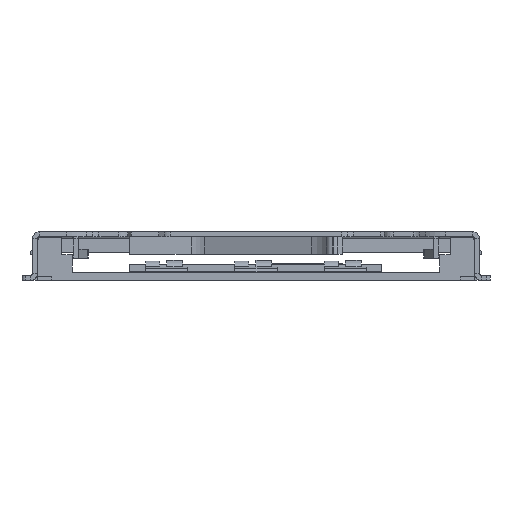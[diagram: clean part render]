
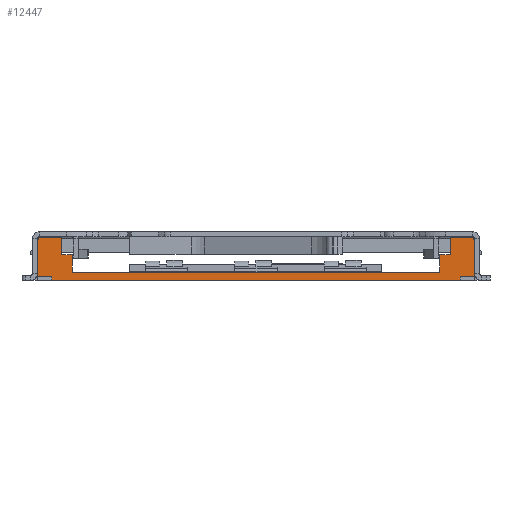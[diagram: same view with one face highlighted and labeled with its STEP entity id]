
A CAD part, front view. The second image highlights one B-rep face of the part: STEP entity #12447.
In plain terms, the highlighted planar face has unit normal (0, -1, 0).
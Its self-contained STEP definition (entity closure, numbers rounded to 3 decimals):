
#550 = PLANE ( 'NONE',  #20655 ) ;
#586 = VECTOR ( 'NONE', #28919, 1000. ) ;
#805 = CARTESIAN_POINT ( 'NONE',  ( -5.52, -7.85, 0.73 ) ) ;
#883 = CARTESIAN_POINT ( 'NONE',  ( -6.1, -7.85, 1.13 ) ) ;
#1077 = DIRECTION ( 'NONE',  ( 0., 1., 0. ) ) ;
#2342 = VERTEX_POINT ( 'NONE', #21363 ) ;
#2669 = VECTOR ( 'NONE', #17118, 1000. ) ;
#2986 = VERTEX_POINT ( 'NONE', #36134 ) ;
#3041 = EDGE_CURVE ( 'NONE', #33347, #21832, #49593, .T. ) ;
#3105 = CARTESIAN_POINT ( 'NONE',  ( 6.1, -7.85, 1.13 ) ) ;
#3771 = LINE ( 'NONE', #35562, #8796 ) ;
#4495 = VECTOR ( 'NONE', #45550, 1000. ) ;
#4814 = LINE ( 'NONE', #805, #2669 ) ;
#4819 = DIRECTION ( 'NONE',  ( 0., 0., 1. ) ) ;
#4825 = CARTESIAN_POINT ( 'NONE',  ( -6.2, -7.85, 1.23 ) ) ;
#5668 = VECTOR ( 'NONE', #4819, 1000. ) ;
#5762 = CARTESIAN_POINT ( 'NONE',  ( 5.8, -7.85, 1.23 ) ) ;
#6285 = EDGE_CURVE ( 'NONE', #32835, #19537, #29983, .T. ) ;
#6380 = LINE ( 'NONE', #35252, #40820 ) ;
#6421 = CARTESIAN_POINT ( 'NONE',  ( 5.22, -7.85, 0.23 ) ) ;
#6776 = CARTESIAN_POINT ( 'NONE',  ( 5.22, -7.85, 0.73 ) ) ;
#7700 = DIRECTION ( 'NONE',  ( -1., 0., 0. ) ) ;
#8122 = DIRECTION ( 'NONE',  ( 0., 0., 1. ) ) ;
#8493 = LINE ( 'NONE', #11996, #30337 ) ;
#8796 = VECTOR ( 'NONE', #47968, 1000. ) ;
#8871 = DIRECTION ( 'NONE',  ( 0., 0., 1. ) ) ;
#8914 = VERTEX_POINT ( 'NONE', #27703 ) ;
#9153 = ORIENTED_EDGE ( 'NONE', *, *, #39881, .T. ) ;
#9254 = EDGE_CURVE ( 'NONE', #52577, #19138, #6380, .T. ) ;
#9632 = AXIS2_PLACEMENT_3D ( 'NONE', #883, #20413, #8871 ) ;
#11514 = EDGE_CURVE ( 'NONE', #39629, #39954, #49985, .T. ) ;
#11996 = CARTESIAN_POINT ( 'NONE',  ( -6.2, -7.85, 0.1 ) ) ;
#12447 = ADVANCED_FACE ( 'NONE', ( #16863 ), #550, .F. ) ;
#12605 = CARTESIAN_POINT ( 'NONE',  ( 5.22, -7.85, 0.23 ) ) ;
#13149 = VECTOR ( 'NONE', #50868, 1000. ) ;
#13653 = LINE ( 'NONE', #29974, #13149 ) ;
#13741 = CARTESIAN_POINT ( 'NONE',  ( 5.8, -7.85, 0. ) ) ;
#14287 = CARTESIAN_POINT ( 'NONE',  ( -6.2, -7.85, 0.1 ) ) ;
#14389 = EDGE_CURVE ( 'NONE', #18514, #19537, #8493, .T. ) ;
#14852 = DIRECTION ( 'NONE',  ( 0., 0., -1. ) ) ;
#14974 = DIRECTION ( 'NONE',  ( 1., 0., 0. ) ) ;
#15116 = CARTESIAN_POINT ( 'NONE',  ( 6.2, -7.85, 1.23 ) ) ;
#15355 = VERTEX_POINT ( 'NONE', #43945 ) ;
#15993 = VECTOR ( 'NONE', #14852, 1000. ) ;
#16863 = FACE_OUTER_BOUND ( 'NONE', #30171, .T. ) ;
#17025 = CARTESIAN_POINT ( 'NONE',  ( -5.52, -7.85, 0.73 ) ) ;
#17082 = EDGE_CURVE ( 'NONE', #43150, #37132, #32517, .T. ) ;
#17118 = DIRECTION ( 'NONE',  ( 1., 0., 0. ) ) ;
#17413 = CARTESIAN_POINT ( 'NONE',  ( 6.2, -7.85, 0.1 ) ) ;
#18199 = ORIENTED_EDGE ( 'NONE', *, *, #6285, .T. ) ;
#18293 = ORIENTED_EDGE ( 'NONE', *, *, #3041, .F. ) ;
#18340 = CARTESIAN_POINT ( 'NONE',  ( -5.52, -7.85, 0.73 ) ) ;
#18495 = ORIENTED_EDGE ( 'NONE', *, *, #29829, .T. ) ;
#18514 = VERTEX_POINT ( 'NONE', #20979 ) ;
#19138 = VERTEX_POINT ( 'NONE', #28601 ) ;
#19434 = DIRECTION ( 'NONE',  ( 0., 0., 1. ) ) ;
#19537 = VERTEX_POINT ( 'NONE', #14287 ) ;
#20279 = AXIS2_PLACEMENT_3D ( 'NONE', #3105, #36243, #19434 ) ;
#20413 = DIRECTION ( 'NONE',  ( 0., -1., 0. ) ) ;
#20655 = AXIS2_PLACEMENT_3D ( 'NONE', #4825, #1077, #46427 ) ;
#20856 = EDGE_CURVE ( 'NONE', #2986, #19138, #31374, .T. ) ;
#20979 = CARTESIAN_POINT ( 'NONE',  ( -5.8, -7.85, 0.1 ) ) ;
#21363 = CARTESIAN_POINT ( 'NONE',  ( -6.1, -7.85, 1.23 ) ) ;
#21402 = CARTESIAN_POINT ( 'NONE',  ( 5.52, -7.85, 0.73 ) ) ;
#21832 = VERTEX_POINT ( 'NONE', #6776 ) ;
#21854 = EDGE_CURVE ( 'NONE', #2986, #48484, #39111, .T. ) ;
#22042 = CARTESIAN_POINT ( 'NONE',  ( -5.52, -7.85, 1.23 ) ) ;
#22093 = LINE ( 'NONE', #18340, #26608 ) ;
#22243 = ORIENTED_EDGE ( 'NONE', *, *, #35284, .F. ) ;
#22485 = CARTESIAN_POINT ( 'NONE',  ( -6.2, -7.85, 1.23 ) ) ;
#23897 = CARTESIAN_POINT ( 'NONE',  ( -6.2, -7.85, 1.23 ) ) ;
#23961 = ORIENTED_EDGE ( 'NONE', *, *, #32390, .F. ) ;
#24274 = VECTOR ( 'NONE', #37463, 1000. ) ;
#26409 = VECTOR ( 'NONE', #39432, 1000. ) ;
#26608 = VECTOR ( 'NONE', #42856, 1000. ) ;
#26814 = CARTESIAN_POINT ( 'NONE',  ( 5.8, -7.85, 0.1 ) ) ;
#26863 = ORIENTED_EDGE ( 'NONE', *, *, #11514, .T. ) ;
#27703 = CARTESIAN_POINT ( 'NONE',  ( 5.52, -7.85, 0.73 ) ) ;
#28479 = EDGE_CURVE ( 'NONE', #15355, #18514, #44730, .T. ) ;
#28601 = CARTESIAN_POINT ( 'NONE',  ( 6.1, -7.85, 1.23 ) ) ;
#28919 = DIRECTION ( 'NONE',  ( 1., 0., 0. ) ) ;
#28941 = VERTEX_POINT ( 'NONE', #30854 ) ;
#29601 = ORIENTED_EDGE ( 'NONE', *, *, #49187, .F. ) ;
#29829 = EDGE_CURVE ( 'NONE', #15355, #39629, #51531, .T. ) ;
#29974 = CARTESIAN_POINT ( 'NONE',  ( -6.2, -7.85, 0.1 ) ) ;
#29983 = LINE ( 'NONE', #22485, #26409 ) ;
#30127 = EDGE_CURVE ( 'NONE', #2342, #32835, #48799, .T. ) ;
#30171 = EDGE_LOOP ( 'NONE', ( #50405, #18495, #26863, #22243, #36681, #52003, #44437, #32774, #23961, #18293, #35254, #9153, #29601, #43387, #36877, #46139, #18199, #31777 ) ) ;
#30337 = VECTOR ( 'NONE', #7700, 1000. ) ;
#30854 = CARTESIAN_POINT ( 'NONE',  ( -5.22, -7.85, 0.73 ) ) ;
#30856 = DIRECTION ( 'NONE',  ( 0., 0., 1. ) ) ;
#31374 = CIRCLE ( 'NONE', #20279, 0.1 ) ;
#31445 = CARTESIAN_POINT ( 'NONE',  ( -6.2, -7.85, 0. ) ) ;
#31477 = CARTESIAN_POINT ( 'NONE',  ( -5.22, -7.85, 0.23 ) ) ;
#31777 = ORIENTED_EDGE ( 'NONE', *, *, #14389, .F. ) ;
#32295 = CARTESIAN_POINT ( 'NONE',  ( -5.52, -7.85, 0.73 ) ) ;
#32390 = EDGE_CURVE ( 'NONE', #21832, #8914, #4814, .T. ) ;
#32517 = LINE ( 'NONE', #17025, #4495 ) ;
#32774 = ORIENTED_EDGE ( 'NONE', *, *, #43050, .F. ) ;
#32835 = VERTEX_POINT ( 'NONE', #44735 ) ;
#33014 = CARTESIAN_POINT ( 'NONE',  ( -5.8, -7.85, 1.23 ) ) ;
#33309 = VECTOR ( 'NONE', #49473, 1000. ) ;
#33347 = VERTEX_POINT ( 'NONE', #6421 ) ;
#34844 = CARTESIAN_POINT ( 'NONE',  ( -5.22, -7.85, 0.23 ) ) ;
#35252 = CARTESIAN_POINT ( 'NONE',  ( -6.2, -7.85, 1.23 ) ) ;
#35254 = ORIENTED_EDGE ( 'NONE', *, *, #51400, .F. ) ;
#35284 = EDGE_CURVE ( 'NONE', #48484, #39954, #13653, .T. ) ;
#35562 = CARTESIAN_POINT ( 'NONE',  ( -5.22, -7.85, 0.23 ) ) ;
#35762 = VERTEX_POINT ( 'NONE', #31477 ) ;
#36134 = CARTESIAN_POINT ( 'NONE',  ( 6.2, -7.85, 1.13 ) ) ;
#36243 = DIRECTION ( 'NONE',  ( 0., -1., 0. ) ) ;
#36681 = ORIENTED_EDGE ( 'NONE', *, *, #21854, .F. ) ;
#36877 = ORIENTED_EDGE ( 'NONE', *, *, #42060, .F. ) ;
#37132 = VERTEX_POINT ( 'NONE', #22042 ) ;
#37463 = DIRECTION ( 'NONE',  ( 0., 0., 1. ) ) ;
#38574 = LINE ( 'NONE', #34844, #47962 ) ;
#39111 = LINE ( 'NONE', #15116, #15993 ) ;
#39432 = DIRECTION ( 'NONE',  ( 0., 0., -1. ) ) ;
#39629 = VERTEX_POINT ( 'NONE', #13741 ) ;
#39881 = EDGE_CURVE ( 'NONE', #35762, #28941, #38574, .T. ) ;
#39954 = VERTEX_POINT ( 'NONE', #26814 ) ;
#40820 = VECTOR ( 'NONE', #14974, 1000. ) ;
#41661 = LINE ( 'NONE', #21402, #5668 ) ;
#42060 = EDGE_CURVE ( 'NONE', #2342, #37132, #51747, .T. ) ;
#42856 = DIRECTION ( 'NONE',  ( 1., 0., 0. ) ) ;
#43050 = EDGE_CURVE ( 'NONE', #8914, #52577, #41661, .T. ) ;
#43150 = VERTEX_POINT ( 'NONE', #32295 ) ;
#43387 = ORIENTED_EDGE ( 'NONE', *, *, #17082, .T. ) ;
#43945 = CARTESIAN_POINT ( 'NONE',  ( -5.8, -7.85, 0. ) ) ;
#44437 = ORIENTED_EDGE ( 'NONE', *, *, #9254, .F. ) ;
#44730 = LINE ( 'NONE', #33014, #48536 ) ;
#44735 = CARTESIAN_POINT ( 'NONE',  ( -6.2, -7.85, 1.13 ) ) ;
#45550 = DIRECTION ( 'NONE',  ( 0., 0., 1. ) ) ;
#46139 = ORIENTED_EDGE ( 'NONE', *, *, #30127, .T. ) ;
#46427 = DIRECTION ( 'NONE',  ( 0., 0., 1. ) ) ;
#47841 = VECTOR ( 'NONE', #48095, 1000. ) ;
#47962 = VECTOR ( 'NONE', #30856, 1000. ) ;
#47968 = DIRECTION ( 'NONE',  ( 1., 0., 0. ) ) ;
#48095 = DIRECTION ( 'NONE',  ( 1., 0., 0. ) ) ;
#48484 = VERTEX_POINT ( 'NONE', #17413 ) ;
#48536 = VECTOR ( 'NONE', #8122, 1000. ) ;
#48799 = CIRCLE ( 'NONE', #9632, 0.1 ) ;
#49187 = EDGE_CURVE ( 'NONE', #43150, #28941, #22093, .T. ) ;
#49473 = DIRECTION ( 'NONE',  ( 0., 0., 1. ) ) ;
#49593 = LINE ( 'NONE', #12605, #24274 ) ;
#49985 = LINE ( 'NONE', #5762, #33309 ) ;
#50405 = ORIENTED_EDGE ( 'NONE', *, *, #28479, .F. ) ;
#50868 = DIRECTION ( 'NONE',  ( -1., 0., 0. ) ) ;
#51400 = EDGE_CURVE ( 'NONE', #35762, #33347, #3771, .T. ) ;
#51531 = LINE ( 'NONE', #31445, #47841 ) ;
#51747 = LINE ( 'NONE', #23897, #586 ) ;
#52003 = ORIENTED_EDGE ( 'NONE', *, *, #20856, .T. ) ;
#52118 = CARTESIAN_POINT ( 'NONE',  ( 5.52, -7.85, 1.23 ) ) ;
#52577 = VERTEX_POINT ( 'NONE', #52118 ) ;
